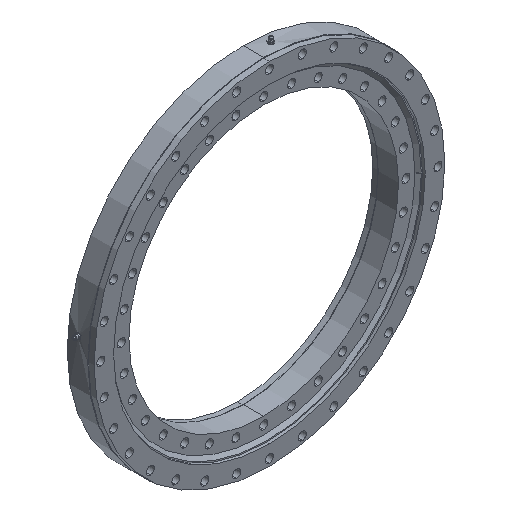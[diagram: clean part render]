
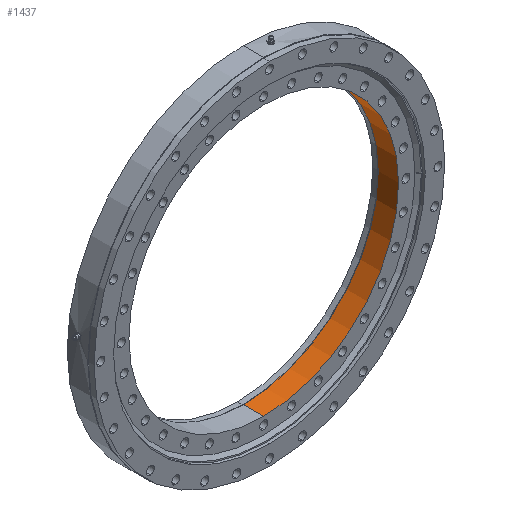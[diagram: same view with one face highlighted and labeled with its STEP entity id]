
A CAD part, isometric view. The second image highlights one B-rep face of the part: STEP entity #1437.
In plain terms, the highlighted cylindrical face has radius 236 mm (diameter 472 mm), a partial arc.
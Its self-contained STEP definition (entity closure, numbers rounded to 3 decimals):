
#581 = EDGE_CURVE ( 'NONE', #4485, #4923, #7808, .T. ) ;
#874 = DIRECTION ( 'NONE',  ( 0., 1., 0. ) ) ;
#1133 = CARTESIAN_POINT ( 'NONE',  ( 0., 31.029, -236. ) ) ;
#1342 = ORIENTED_EDGE ( 'NONE', *, *, #8100, .F. ) ;
#1437 = ADVANCED_FACE ( 'NONE', ( #9283 ), #9315, .F. ) ;
#1647 = CARTESIAN_POINT ( 'NONE',  ( 0., 18., 236. ) ) ;
#2042 = CIRCLE ( 'NONE', #7632, 236. ) ;
#2064 = CARTESIAN_POINT ( 'NONE',  ( 0., 31.029, 236. ) ) ;
#2079 = DIRECTION ( 'NONE',  ( 0., 1., 0. ) ) ;
#2088 = CARTESIAN_POINT ( 'NONE',  ( 0., 18., -236. ) ) ;
#3100 = ORIENTED_EDGE ( 'NONE', *, *, #7599, .T. ) ;
#3474 = DIRECTION ( 'NONE',  ( 0., -1., 0. ) ) ;
#3488 = CARTESIAN_POINT ( 'NONE',  ( 0., 18., 0. ) ) ;
#3511 = DIRECTION ( 'NONE',  ( 0., 0., 1. ) ) ;
#4023 = VERTEX_POINT ( 'NONE', #2088 ) ;
#4338 = ORIENTED_EDGE ( 'NONE', *, *, #581, .F. ) ;
#4485 = VERTEX_POINT ( 'NONE', #7305 ) ;
#4839 = EDGE_LOOP ( 'NONE', ( #7746, #4338, #3100, #1342 ) ) ;
#4842 = AXIS2_PLACEMENT_3D ( 'NONE', #5514, #5503, #5481 ) ;
#4923 = VERTEX_POINT ( 'NONE', #6752 ) ;
#5197 = DIRECTION ( 'NONE',  ( 0., 0., 1. ) ) ;
#5481 = DIRECTION ( 'NONE',  ( 0., 0., 1. ) ) ;
#5503 = DIRECTION ( 'NONE',  ( 0., 1., 0. ) ) ;
#5514 = CARTESIAN_POINT ( 'NONE',  ( 0., -18., 0. ) ) ;
#6050 = VERTEX_POINT ( 'NONE', #1647 ) ;
#6752 = CARTESIAN_POINT ( 'NONE',  ( 0., -18., -236. ) ) ;
#6976 = EDGE_CURVE ( 'NONE', #4923, #4023, #8634, .T. ) ;
#6985 = AXIS2_PLACEMENT_3D ( 'NONE', #7319, #874, #5197 ) ;
#7305 = CARTESIAN_POINT ( 'NONE',  ( 0., -18., 236. ) ) ;
#7319 = CARTESIAN_POINT ( 'NONE',  ( 0., 31.029, 0. ) ) ;
#7599 = EDGE_CURVE ( 'NONE', #4485, #6050, #9334, .T. ) ;
#7632 = AXIS2_PLACEMENT_3D ( 'NONE', #3488, #3474, #3511 ) ;
#7746 = ORIENTED_EDGE ( 'NONE', *, *, #6976, .F. ) ;
#7808 = CIRCLE ( 'NONE', #4842, 236. ) ;
#8100 = EDGE_CURVE ( 'NONE', #4023, #6050, #2042, .T. ) ;
#8634 = LINE ( 'NONE', #1133, #8676 ) ;
#8663 = DIRECTION ( 'NONE',  ( 0., 1., 0. ) ) ;
#8676 = VECTOR ( 'NONE', #8663, 1000. ) ;
#9283 = FACE_OUTER_BOUND ( 'NONE', #4839, .T. ) ;
#9315 = CYLINDRICAL_SURFACE ( 'NONE', #6985, 236. ) ;
#9334 = LINE ( 'NONE', #2064, #9382 ) ;
#9382 = VECTOR ( 'NONE', #2079, 1000. ) ;
